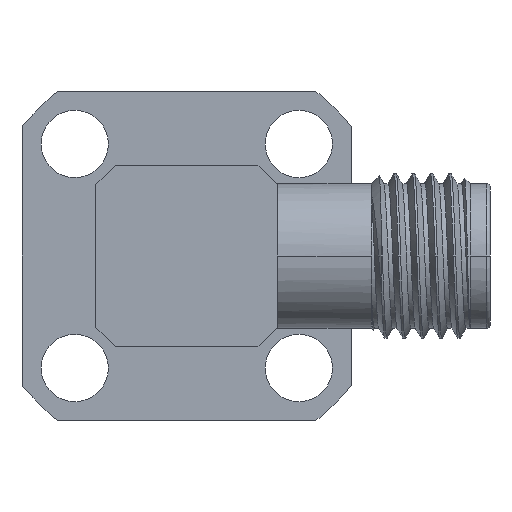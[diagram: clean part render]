
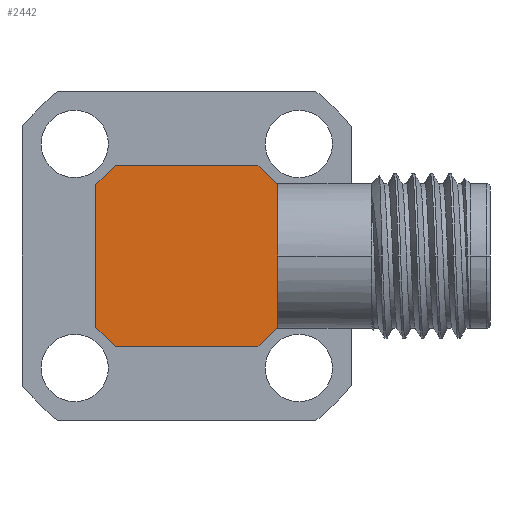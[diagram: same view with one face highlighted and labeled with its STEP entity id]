
A CAD part, left-side view. The second image highlights one B-rep face of the part: STEP entity #2442.
In plain terms, the highlighted planar face has unit normal (-1, 0, 0).
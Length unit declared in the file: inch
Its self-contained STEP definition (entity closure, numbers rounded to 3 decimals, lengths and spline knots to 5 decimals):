
#13 = LINE ( 'NONE', #2418, #1536 ) ;
#275 = DIRECTION ( 'NONE',  ( 0., -0.707, -0.707 ) ) ;
#325 = VERTEX_POINT ( 'NONE', #468 ) ;
#337 = DIRECTION ( 'NONE',  ( 0., -0.707, 0.707 ) ) ;
#357 = DIRECTION ( 'NONE',  ( 0., 0., 1. ) ) ;
#389 = VECTOR ( 'NONE', #2302, 39.37008 ) ;
#393 = CARTESIAN_POINT ( 'NONE',  ( -0.125, -0.138, -0.138 ) ) ;
#468 = CARTESIAN_POINT ( 'NONE',  ( -0.125, 0.138, -0.108 ) ) ;
#513 = CARTESIAN_POINT ( 'NONE',  ( -0.125, 0., 0. ) ) ;
#514 = VERTEX_POINT ( 'NONE', #2894 ) ;
#615 = EDGE_CURVE ( 'NONE', #1788, #2703, #1089, .T. ) ;
#649 = CARTESIAN_POINT ( 'NONE',  ( -0.125, 0.138, 0.108 ) ) ;
#655 = CARTESIAN_POINT ( 'NONE',  ( -0.125, 0.108, -0.138 ) ) ;
#673 = LINE ( 'NONE', #3698, #2146 ) ;
#779 = EDGE_CURVE ( 'NONE', #325, #1404, #13, .T. ) ;
#886 = DIRECTION ( 'NONE',  ( -1., 0., 0. ) ) ;
#888 = VERTEX_POINT ( 'NONE', #649 ) ;
#903 = CARTESIAN_POINT ( 'NONE',  ( -0.125, -0.108, 0.138 ) ) ;
#1089 = LINE ( 'NONE', #1407, #389 ) ;
#1307 = DIRECTION ( 'NONE',  ( 0., 0.707, -0.707 ) ) ;
#1315 = CARTESIAN_POINT ( 'NONE',  ( -0.125, -0.123, -0.123 ) ) ;
#1391 = EDGE_CURVE ( 'NONE', #325, #888, #2780, .T. ) ;
#1395 = EDGE_LOOP ( 'NONE', ( #1475, #2614, #2243, #2529, #2911, #3561, #3445, #3585 ) ) ;
#1404 = VERTEX_POINT ( 'NONE', #655 ) ;
#1407 = CARTESIAN_POINT ( 'NONE',  ( -0.125, -0.123, 0.123 ) ) ;
#1475 = ORIENTED_EDGE ( 'NONE', *, *, #1391, .F. ) ;
#1485 = FACE_OUTER_BOUND ( 'NONE', #1395, .T. ) ;
#1509 = VECTOR ( 'NONE', #3485, 39.37008 ) ;
#1536 = VECTOR ( 'NONE', #275, 39.37008 ) ;
#1597 = CARTESIAN_POINT ( 'NONE',  ( -0.125, -0.138, 0.108 ) ) ;
#1788 = VERTEX_POINT ( 'NONE', #1597 ) ;
#1916 = LINE ( 'NONE', #1315, #3222 ) ;
#1940 = CARTESIAN_POINT ( 'NONE',  ( -0.125, -0.138, -0.108 ) ) ;
#2032 = PLANE ( 'NONE',  #3471 ) ;
#2050 = DIRECTION ( 'NONE',  ( 0., -1., 0. ) ) ;
#2141 = EDGE_CURVE ( 'NONE', #2144, #3068, #1916, .T. ) ;
#2144 = VERTEX_POINT ( 'NONE', #3413 ) ;
#2145 = CARTESIAN_POINT ( 'NONE',  ( -0.125, 0.138, -0.138 ) ) ;
#2146 = VECTOR ( 'NONE', #3366, 39.37008 ) ;
#2152 = LINE ( 'NONE', #2519, #2784 ) ;
#2243 = ORIENTED_EDGE ( 'NONE', *, *, #2936, .F. ) ;
#2302 = DIRECTION ( 'NONE',  ( 0., 0.707, 0.707 ) ) ;
#2418 = CARTESIAN_POINT ( 'NONE',  ( -0.125, 0.123, -0.123 ) ) ;
#2442 = ADVANCED_FACE ( 'NONE', ( #1485 ), #2032, .T. ) ;
#2519 = CARTESIAN_POINT ( 'NONE',  ( -0.125, -0.138, -0.138 ) ) ;
#2527 = LINE ( 'NONE', #2867, #2579 ) ;
#2529 = ORIENTED_EDGE ( 'NONE', *, *, #2141, .T. ) ;
#2579 = VECTOR ( 'NONE', #1307, 39.37008 ) ;
#2614 = ORIENTED_EDGE ( 'NONE', *, *, #779, .T. ) ;
#2703 = VERTEX_POINT ( 'NONE', #903 ) ;
#2763 = EDGE_CURVE ( 'NONE', #514, #888, #2527, .T. ) ;
#2780 = LINE ( 'NONE', #2145, #3638 ) ;
#2784 = VECTOR ( 'NONE', #3706, 39.37008 ) ;
#2867 = CARTESIAN_POINT ( 'NONE',  ( -0.125, 0.123, 0.123 ) ) ;
#2894 = CARTESIAN_POINT ( 'NONE',  ( -0.125, 0.108, 0.138 ) ) ;
#2911 = ORIENTED_EDGE ( 'NONE', *, *, #3890, .T. ) ;
#2936 = EDGE_CURVE ( 'NONE', #2144, #1404, #2152, .T. ) ;
#3068 = VERTEX_POINT ( 'NONE', #1940 ) ;
#3222 = VECTOR ( 'NONE', #337, 39.37008 ) ;
#3366 = DIRECTION ( 'NONE',  ( 0., 1., 0. ) ) ;
#3413 = CARTESIAN_POINT ( 'NONE',  ( -0.125, -0.108, -0.138 ) ) ;
#3445 = ORIENTED_EDGE ( 'NONE', *, *, #3820, .T. ) ;
#3447 = LINE ( 'NONE', #393, #1509 ) ;
#3471 = AXIS2_PLACEMENT_3D ( 'NONE', #513, #886, #2050 ) ;
#3485 = DIRECTION ( 'NONE',  ( 0., 0., 1. ) ) ;
#3561 = ORIENTED_EDGE ( 'NONE', *, *, #615, .T. ) ;
#3585 = ORIENTED_EDGE ( 'NONE', *, *, #2763, .T. ) ;
#3638 = VECTOR ( 'NONE', #357, 39.37008 ) ;
#3698 = CARTESIAN_POINT ( 'NONE',  ( -0.125, -0.138, 0.138 ) ) ;
#3706 = DIRECTION ( 'NONE',  ( 0., 1., 0. ) ) ;
#3820 = EDGE_CURVE ( 'NONE', #2703, #514, #673, .T. ) ;
#3890 = EDGE_CURVE ( 'NONE', #3068, #1788, #3447, .T. ) ;
